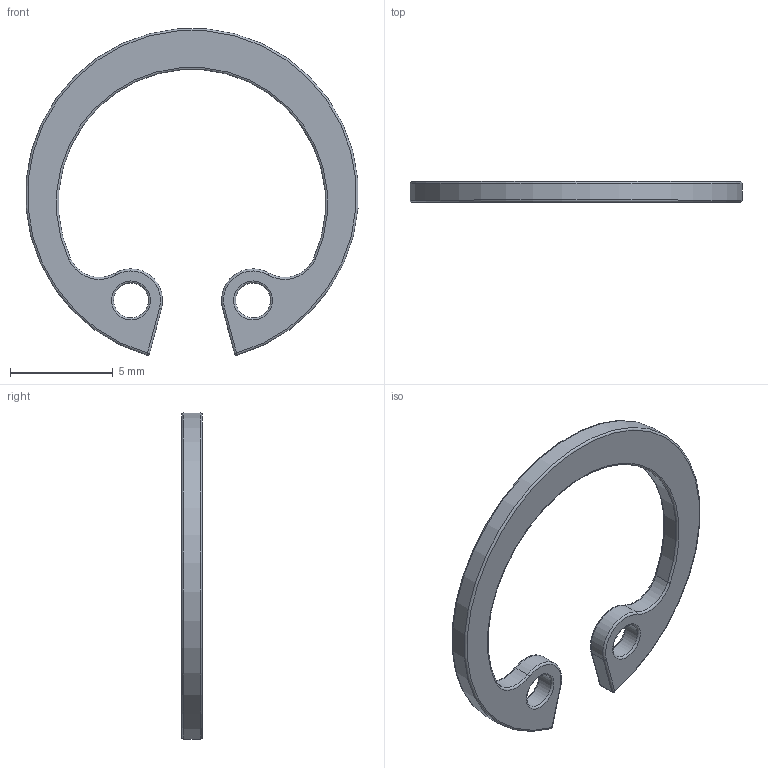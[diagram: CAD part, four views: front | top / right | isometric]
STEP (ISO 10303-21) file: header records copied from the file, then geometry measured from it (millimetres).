
FILE_DESCRIPTION(('FreeCAD Model'),'2;1');
FILE_NAME('Seeger-Ring_J15.step', '2019-08-11T08:12:12',('Sisul Galog'),(''), 'Open CASCADE STEP processor 7.3','FreeCAD','Unknown');
FILE_SCHEMA(('AUTOMOTIVE_DESIGN { 1 0 10303 214 1 1 1 1 }'));
Length unit declared in the file: millimetre
Products named in the file (1): seeger-Ring_J15_001
Bounding box: 16.15 x 1 x 15.87 mm (x, y, z)
Volume: 78.2 mm3; surface area: 248.9 mm2
Topology: 1 solids, 1 shells, 38 faces, 84 edges, 44 vertices
Faces by surface type: torus 16, cylinder 14, plane 4, sphere 4
Full cylindrical faces by diameter (mm): 1.7 x2
Entity records: 1975 total; most frequent: CARTESIAN_POINT 491, DIRECTION 240, ORIENTED_EDGE 160, PCURVE 160, DEFINITIONAL_REPRESENTATION 160, B_SPLINE_CURVE_WITH_KNOTS 132, AXIS2_PLACEMENT_3D 99, EDGE_CURVE 80
